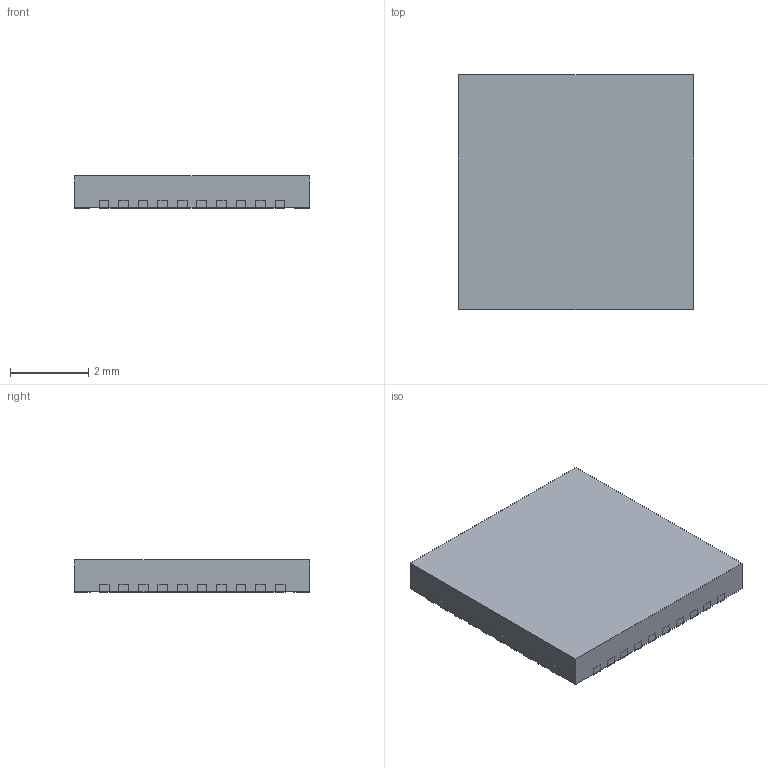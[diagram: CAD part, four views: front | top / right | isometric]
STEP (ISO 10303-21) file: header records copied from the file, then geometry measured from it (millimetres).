
FILE_DESCRIPTION(('FreeCAD Model'),'2;1');
FILE_NAME('Open CASCADE Shape Model','2025-10-29T15:57:44',('Author'),( ''),'Open CASCADE STEP processor 7.8','FreeCAD','Unknown');
FILE_SCHEMA(('AUTOMOTIVE_DESIGN { 1 0 10303 214 1 1 1 1 }'));
Length unit declared in the file: millimetre
Products named in the file (43): TB67Z833SFTG; Body; Pad1; Pad2; Pad3; Pad4; Pad5; Pad6; Pad7; Pad8; Pad9; Pad10; Pad011; Pad012; Pad013; Pad014; Pad015; Pad016; Pad017; Pad018; Pad019; Pad020; Pad021; Pad022; Pad023; Pad024; Pad025; Pad026; Pad027; Pad028; Pad029; Pad030; Pad031; Pad032; Pad033; Pad034; Pad035; Pad036; Pad037; Pad038 ...
Assembly tree (42 placements, depth 2):
  TB67Z833SFTG
    Body
    Pad1
    Pad2
    Pad3
    Pad4
    Pad5
    Pad6
    Pad7
    Pad8
    Pad9
    Pad10
    Pad011
    Pad012
    Pad013
    Pad014
    Pad015
    Pad016
    Pad017
    Pad018
    Pad019
    Pad020
    Pad021
    Pad022
    Pad023
    Pad024
    Pad025
    Pad026
    Pad027
    Pad028
    Pad029
    Pad030
    Pad031
    Pad032
    Pad033
    Pad034
    Pad035
    Pad036
    Pad037
    Pad038
    Pad039
    Pad040
    Pad041
Bounding box: 6.02 x 6.01 x 0.82 mm (x, y, z)
Surface area: 144.9 mm2
Topology: 42 solids, 42 shells, 252 faces, 504 edges, 336 vertices
Faces by surface type: plane 252
Entity records: 7495 total; most frequent: CARTESIAN_POINT 1135, DIRECTION 1094, ORIENTED_EDGE 1008, EDGE_CURVE 504, LINE 504, VECTOR 504, VERTEX_POINT 336, AXIS2_PLACEMENT_3D 295
